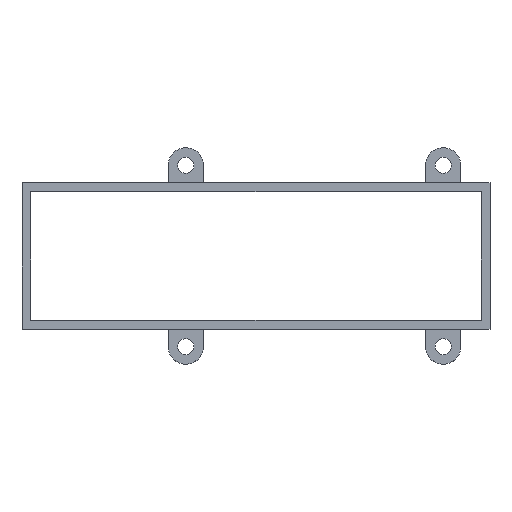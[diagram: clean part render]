
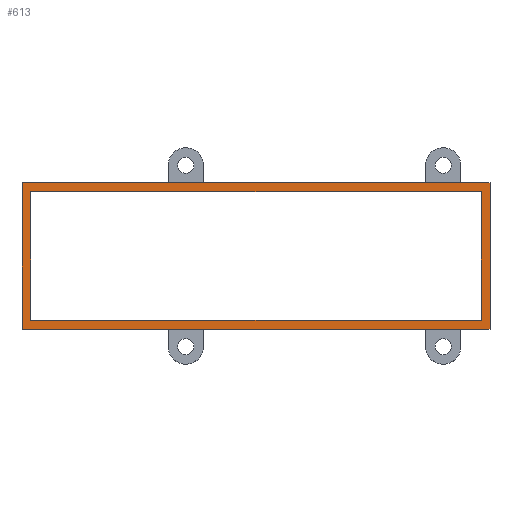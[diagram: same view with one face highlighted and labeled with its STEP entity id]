
A CAD part, top view. The second image highlights one B-rep face of the part: STEP entity #613.
In plain terms, the highlighted planar face has unit normal (0, 0, 1).
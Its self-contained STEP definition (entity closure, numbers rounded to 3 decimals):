
#19=FACE_BOUND('',#110,.T.);
#45=PLANE('',#673);
#75=FACE_OUTER_BOUND('',#109,.T.);
#109=EDGE_LOOP('',(#541,#542,#543,#544));
#110=EDGE_LOOP('',(#545,#546,#547,#548));
#159=LINE('',#961,#227);
#162=LINE('',#967,#230);
#165=LINE('',#973,#233);
#168=LINE('',#977,#236);
#171=LINE('',#985,#239);
#174=LINE('',#990,#242);
#179=LINE('',#999,#247);
#183=LINE('',#1004,#251);
#227=VECTOR('',#793,10.);
#230=VECTOR('',#798,10.);
#233=VECTOR('',#803,10.);
#236=VECTOR('',#808,10.);
#239=VECTOR('',#813,10.);
#242=VECTOR('',#818,10.);
#247=VECTOR('',#825,10.);
#251=VECTOR('',#831,10.);
#311=VERTEX_POINT('',#958);
#312=VERTEX_POINT('',#960);
#314=VERTEX_POINT('',#966);
#316=VERTEX_POINT('',#972);
#319=VERTEX_POINT('',#982);
#320=VERTEX_POINT('',#984);
#321=VERTEX_POINT('',#989);
#324=VERTEX_POINT('',#998);
#383=EDGE_CURVE('',#312,#311,#159,.T.);
#386=EDGE_CURVE('',#314,#312,#162,.T.);
#389=EDGE_CURVE('',#316,#314,#165,.T.);
#392=EDGE_CURVE('',#311,#316,#168,.T.);
#395=EDGE_CURVE('',#320,#319,#171,.T.);
#398=EDGE_CURVE('',#321,#320,#174,.T.);
#403=EDGE_CURVE('',#324,#321,#179,.T.);
#407=EDGE_CURVE('',#319,#324,#183,.T.);
#541=ORIENTED_EDGE('',*,*,#407,.T.);
#542=ORIENTED_EDGE('',*,*,#403,.T.);
#543=ORIENTED_EDGE('',*,*,#398,.T.);
#544=ORIENTED_EDGE('',*,*,#395,.T.);
#545=ORIENTED_EDGE('',*,*,#392,.T.);
#546=ORIENTED_EDGE('',*,*,#389,.T.);
#547=ORIENTED_EDGE('',*,*,#386,.T.);
#548=ORIENTED_EDGE('',*,*,#383,.T.);
#613=ADVANCED_FACE('',(#75,#19),#45,.T.);
#673=AXIS2_PLACEMENT_3D('',#1006,#833,#834);
#793=DIRECTION('',(-1.,0.,0.));
#798=DIRECTION('',(0.,-1.,0.));
#803=DIRECTION('',(1.,0.,0.));
#808=DIRECTION('',(0.,1.,0.));
#813=DIRECTION('',(0.,1.,0.));
#818=DIRECTION('',(1.,0.,0.));
#825=DIRECTION('',(0.,-1.,0.));
#831=DIRECTION('',(-1.,0.,0.));
#833=DIRECTION('center_axis',(0.,0.,1.));
#834=DIRECTION('ref_axis',(1.,0.,0.));
#958=CARTESIAN_POINT('',(83.,-22.,13.));
#960=CARTESIAN_POINT('',(237.,-22.,13.));
#961=CARTESIAN_POINT('',(83.,-22.,13.));
#966=CARTESIAN_POINT('',(237.,22.,13.));
#967=CARTESIAN_POINT('',(237.,-22.,13.));
#972=CARTESIAN_POINT('',(83.,22.,13.));
#973=CARTESIAN_POINT('',(237.,22.,13.));
#977=CARTESIAN_POINT('',(83.,22.,13.));
#982=CARTESIAN_POINT('',(240.,25.,13.));
#984=CARTESIAN_POINT('',(240.,-25.,13.));
#985=CARTESIAN_POINT('',(240.,-25.,13.));
#989=CARTESIAN_POINT('',(80.,-25.,13.));
#990=CARTESIAN_POINT('',(80.,-25.,13.));
#998=CARTESIAN_POINT('',(80.,25.,13.));
#999=CARTESIAN_POINT('',(80.,25.,13.));
#1004=CARTESIAN_POINT('',(240.,25.,13.));
#1006=CARTESIAN_POINT('Origin',(160.,0.,13.));
